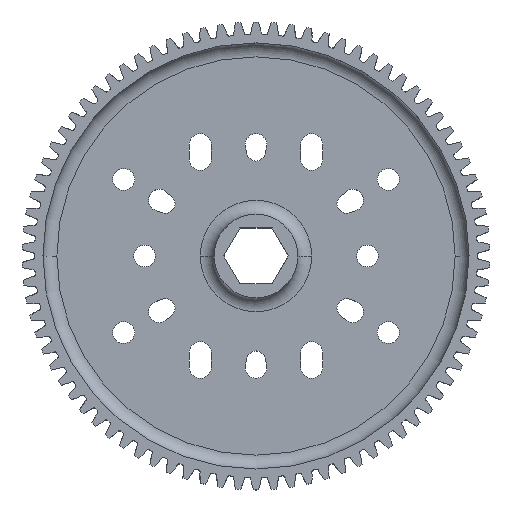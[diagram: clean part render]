
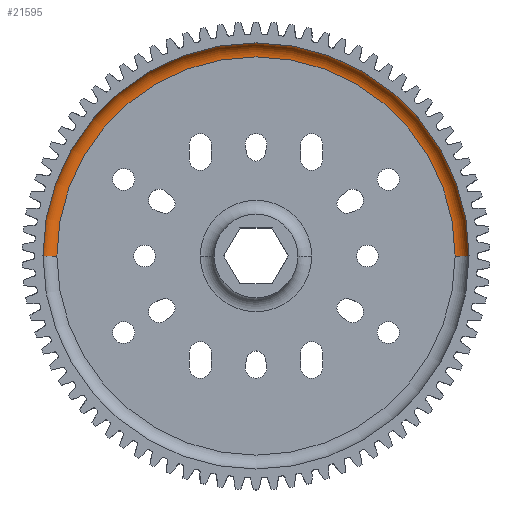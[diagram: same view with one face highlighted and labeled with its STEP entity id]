
A CAD part, top view. The second image highlights one B-rep face of the part: STEP entity #21595.
In plain terms, the highlighted toroidal (fillet/blend) face has major radius 45.403 mm and minor radius 3.175 mm.
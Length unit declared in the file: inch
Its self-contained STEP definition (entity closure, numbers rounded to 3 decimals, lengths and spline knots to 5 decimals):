
#988 = VERTEX_POINT ( 'NONE', #21055 ) ;
#1209 = EDGE_CURVE ( 'NONE', #36794, #988, #3322, .T. ) ;
#2649 = AXIS2_PLACEMENT_3D ( 'NONE', #34851, #17216, #23227 ) ;
#3322 = CIRCLE ( 'NONE', #2649, 1.9125 ) ;
#3798 = DIRECTION ( 'NONE',  ( 0., 0., 1. ) ) ;
#3956 = CARTESIAN_POINT ( 'NONE',  ( -1.9125, 0., 0.0275 ) ) ;
#4087 = DIRECTION ( 'NONE',  ( 0., 0., -1. ) ) ;
#6941 = DIRECTION ( 'NONE',  ( 0., 0., 1. ) ) ;
#7082 = CARTESIAN_POINT ( 'NONE',  ( 1.7875, 0., 0.0275 ) ) ;
#8138 = CIRCLE ( 'NONE', #13262, 0.125 ) ;
#8446 = AXIS2_PLACEMENT_3D ( 'NONE', #9599, #3798, #27440 ) ;
#8492 = DIRECTION ( 'NONE',  ( 0., 1., 0. ) ) ;
#8800 = EDGE_CURVE ( 'NONE', #23749, #38098, #28304, .T. ) ;
#8823 = TOROIDAL_SURFACE ( 'NONE', #22274, 1.7875, 0.125 ) ;
#9599 = CARTESIAN_POINT ( 'NONE',  ( 0., 0., -0.0975 ) ) ;
#12306 = CARTESIAN_POINT ( 'NONE',  ( -1.7875, 0., -0.0975 ) ) ;
#12962 = FACE_OUTER_BOUND ( 'NONE', #35096, .T. ) ;
#13153 = DIRECTION ( 'NONE',  ( 1., 0., 0. ) ) ;
#13262 = AXIS2_PLACEMENT_3D ( 'NONE', #27131, #8492, #32942 ) ;
#13343 = ORIENTED_EDGE ( 'NONE', *, *, #19096, .F. ) ;
#16994 = CARTESIAN_POINT ( 'NONE',  ( 1.7875, 0., -0.0975 ) ) ;
#17216 = DIRECTION ( 'NONE',  ( 0., 0., -1. ) ) ;
#19096 = EDGE_CURVE ( 'NONE', #38098, #36794, #8138, .T. ) ;
#19309 = DIRECTION ( 'NONE',  ( 0., -1., 0. ) ) ;
#21055 = CARTESIAN_POINT ( 'NONE',  ( 1.9125, 0., 0.0275 ) ) ;
#21595 = ADVANCED_FACE ( 'NONE', ( #12962 ), #8823, .F. ) ;
#21807 = ORIENTED_EDGE ( 'NONE', *, *, #1209, .F. ) ;
#22274 = AXIS2_PLACEMENT_3D ( 'NONE', #34392, #6941, #13153 ) ;
#23227 = DIRECTION ( 'NONE',  ( 1., 0., 0. ) ) ;
#23749 = VERTEX_POINT ( 'NONE', #16994 ) ;
#27131 = CARTESIAN_POINT ( 'NONE',  ( -1.7875, 0., 0.0275 ) ) ;
#27134 = ORIENTED_EDGE ( 'NONE', *, *, #37958, .T. ) ;
#27440 = DIRECTION ( 'NONE',  ( 1., 0., 0. ) ) ;
#27590 = AXIS2_PLACEMENT_3D ( 'NONE', #7082, #19309, #4087 ) ;
#28304 = CIRCLE ( 'NONE', #8446, 1.7875 ) ;
#28790 = ORIENTED_EDGE ( 'NONE', *, *, #8800, .F. ) ;
#28863 = CIRCLE ( 'NONE', #27590, 0.125 ) ;
#32942 = DIRECTION ( 'NONE',  ( -1., 0., 0. ) ) ;
#34392 = CARTESIAN_POINT ( 'NONE',  ( 0., 0., 0.0275 ) ) ;
#34851 = CARTESIAN_POINT ( 'NONE',  ( 0., 0., 0.0275 ) ) ;
#35096 = EDGE_LOOP ( 'NONE', ( #13343, #28790, #27134, #21807 ) ) ;
#36794 = VERTEX_POINT ( 'NONE', #3956 ) ;
#37958 = EDGE_CURVE ( 'NONE', #23749, #988, #28863, .T. ) ;
#38098 = VERTEX_POINT ( 'NONE', #12306 ) ;
